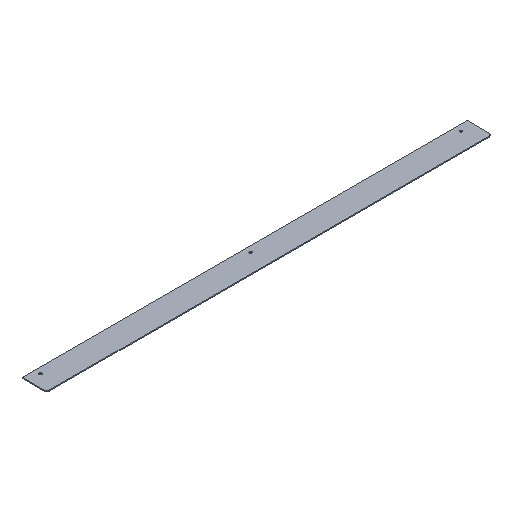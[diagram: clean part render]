
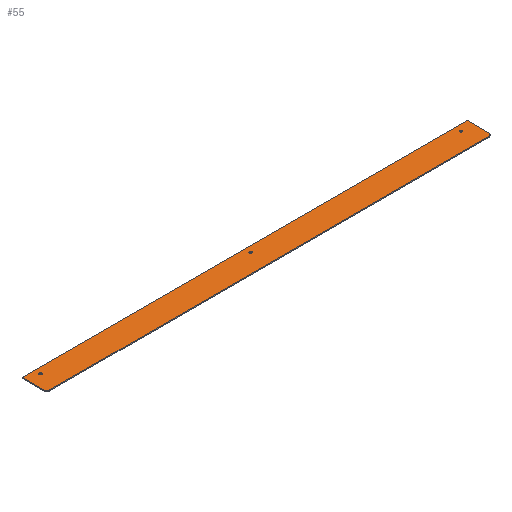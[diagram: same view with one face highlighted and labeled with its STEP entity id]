
A CAD part, isometric view. The second image highlights one B-rep face of the part: STEP entity #55.
In plain terms, the highlighted planar face has unit normal (0, 0, 1).
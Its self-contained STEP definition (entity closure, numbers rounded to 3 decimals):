
#55 = ADVANCED_FACE( '', ( #110, #111, #112, #113 ), #114, .T. );
#110 = FACE_BOUND( '', #159, .T. );
#111 = FACE_BOUND( '', #160, .T. );
#112 = FACE_BOUND( '', #161, .T. );
#113 = FACE_OUTER_BOUND( '', #162, .T. );
#114 = PLANE( '', #163 );
#159 = EDGE_LOOP( '', ( #245 ) );
#160 = EDGE_LOOP( '', ( #246 ) );
#161 = EDGE_LOOP( '', ( #247 ) );
#162 = EDGE_LOOP( '', ( #248, #249, #250, #251, #252, #253 ) );
#163 = AXIS2_PLACEMENT_3D( '', #254, #255, #256 );
#245 = ORIENTED_EDGE( '', *, *, #288, .T. );
#246 = ORIENTED_EDGE( '', *, *, #270, .T. );
#247 = ORIENTED_EDGE( '', *, *, #268, .T. );
#248 = ORIENTED_EDGE( '', *, *, #280, .T. );
#249 = ORIENTED_EDGE( '', *, *, #276, .T. );
#250 = ORIENTED_EDGE( '', *, *, #283, .T. );
#251 = ORIENTED_EDGE( '', *, *, #273, .T. );
#252 = ORIENTED_EDGE( '', *, *, #286, .T. );
#253 = ORIENTED_EDGE( '', *, *, #290, .T. );
#254 = CARTESIAN_POINT( '', ( 0., 0., 1.905 ) );
#255 = DIRECTION( '', ( 0., 0., 1. ) );
#256 = DIRECTION( '', ( 1., 0., 0. ) );
#268 = EDGE_CURVE( '', #312, #312, #313, .T. );
#270 = EDGE_CURVE( '', #315, #315, #316, .T. );
#273 = EDGE_CURVE( '', #320, #318, #321, .T. );
#276 = EDGE_CURVE( '', #324, #325, #326, .T. );
#280 = EDGE_CURVE( '', #330, #324, #331, .T. );
#283 = EDGE_CURVE( '', #325, #320, #334, .T. );
#286 = EDGE_CURVE( '', #318, #336, #338, .T. );
#288 = EDGE_CURVE( '', #340, #340, #341, .T. );
#290 = EDGE_CURVE( '', #336, #330, #343, .T. );
#312 = VERTEX_POINT( '', #369 );
#313 = CIRCLE( '', #370, 2.553 );
#315 = VERTEX_POINT( '', #372 );
#316 = CIRCLE( '', #373, 2.553 );
#318 = VERTEX_POINT( '', #375 );
#320 = VERTEX_POINT( '', #378 );
#321 = LINE( '', #379, #380 );
#324 = VERTEX_POINT( '', #384 );
#325 = VERTEX_POINT( '', #385 );
#326 = CIRCLE( '', #386, 6.35 );
#330 = VERTEX_POINT( '', #392 );
#331 = LINE( '', #393, #394 );
#334 = LINE( '', #398, #399 );
#336 = VERTEX_POINT( '', #401 );
#338 = LINE( '', #404, #405 );
#340 = VERTEX_POINT( '', #407 );
#341 = CIRCLE( '', #408, 2.553 );
#343 = CIRCLE( '', #410, 6.35 );
#369 = CARTESIAN_POINT( '', ( -428.454, 12.7, 1.905 ) );
#370 = AXIS2_PLACEMENT_3D( '', #431, #432, #433 );
#372 = CARTESIAN_POINT( '', ( 2.553, 12.7, 1.905 ) );
#373 = AXIS2_PLACEMENT_3D( '', #434, #435, #436 );
#375 = CARTESIAN_POINT( '', ( -456.406, 25.4, 1.905 ) );
#378 = CARTESIAN_POINT( '', ( 456.406, 25.4, 1.905 ) );
#379 = CARTESIAN_POINT( '', ( 456.406, 25.4, 1.905 ) );
#380 = VECTOR( '', #438, 1000. );
#384 = CARTESIAN_POINT( '', ( 450.056, -25.4, 1.905 ) );
#385 = CARTESIAN_POINT( '', ( 456.406, -19.05, 1.905 ) );
#386 = AXIS2_PLACEMENT_3D( '', #440, #441, #442 );
#392 = CARTESIAN_POINT( '', ( -450.056, -25.4, 1.905 ) );
#393 = CARTESIAN_POINT( '', ( -456.406, -25.4, 1.905 ) );
#394 = VECTOR( '', #445, 1000. );
#398 = CARTESIAN_POINT( '', ( 456.406, -25.4, 1.905 ) );
#399 = VECTOR( '', #447, 1000. );
#401 = CARTESIAN_POINT( '', ( -456.406, -19.05, 1.905 ) );
#404 = CARTESIAN_POINT( '', ( -456.406, 25.4, 1.905 ) );
#405 = VECTOR( '', #449, 1000. );
#407 = CARTESIAN_POINT( '', ( 433.559, 12.7, 1.905 ) );
#408 = AXIS2_PLACEMENT_3D( '', #450, #451, #452 );
#410 = AXIS2_PLACEMENT_3D( '', #453, #454, #455 );
#431 = CARTESIAN_POINT( '', ( -431.006, 12.7, 1.905 ) );
#432 = DIRECTION( '', ( 0., 0., -1. ) );
#433 = DIRECTION( '', ( 1., 0., 0. ) );
#434 = CARTESIAN_POINT( '', ( 0., 12.7, 1.905 ) );
#435 = DIRECTION( '', ( 0., 0., -1. ) );
#436 = DIRECTION( '', ( 1., 0., 0. ) );
#438 = DIRECTION( '', ( -1., 0., 0. ) );
#440 = CARTESIAN_POINT( '', ( 450.056, -19.05, 1.905 ) );
#441 = DIRECTION( '', ( 0., 0., 1. ) );
#442 = DIRECTION( '', ( 1., 0., 0. ) );
#445 = DIRECTION( '', ( 1., 0., 0. ) );
#447 = DIRECTION( '', ( 0., 1., 0. ) );
#449 = DIRECTION( '', ( 0., -1., 0. ) );
#450 = CARTESIAN_POINT( '', ( 431.006, 12.7, 1.905 ) );
#451 = DIRECTION( '', ( 0., 0., -1. ) );
#452 = DIRECTION( '', ( 1., 0., 0. ) );
#453 = CARTESIAN_POINT( '', ( -450.056, -19.05, 1.905 ) );
#454 = DIRECTION( '', ( 0., 0., 1. ) );
#455 = DIRECTION( '', ( 1., 0., 0. ) );
